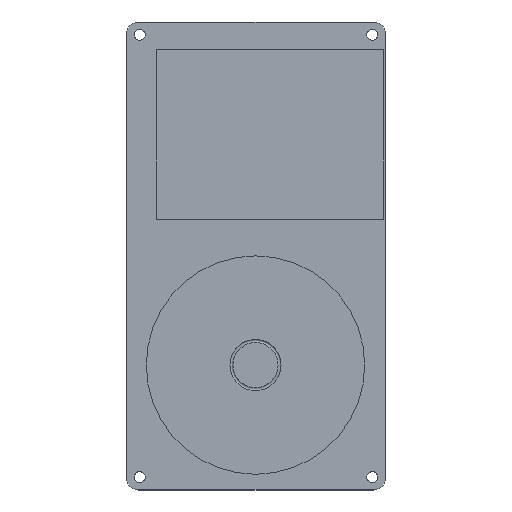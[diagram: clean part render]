
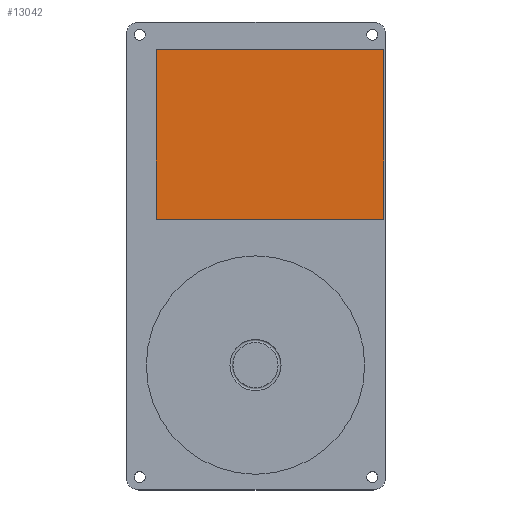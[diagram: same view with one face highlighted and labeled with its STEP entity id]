
A CAD part, top view. The second image highlights one B-rep face of the part: STEP entity #13042.
In plain terms, the highlighted planar face has unit normal (0, 0, 1).
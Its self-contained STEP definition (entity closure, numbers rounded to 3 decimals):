
#2751 = PLANE('',#2752);
#2752 = AXIS2_PLACEMENT_3D('',#2753,#2754,#2755);
#2753 = CARTESIAN_POINT('',(2.8,7.378,
    18.633));
#2754 = DIRECTION('',(-0.,-1.,-0.));
#2755 = DIRECTION('',(0.,0.,-1.));
#2779 = PLANE('',#2780);
#2780 = AXIS2_PLACEMENT_3D('',#2781,#2782,#2783);
#2781 = CARTESIAN_POINT('',(-20.1,24.478,
    18.633));
#2782 = DIRECTION('',(-1.,-0.,-0.));
#2783 = DIRECTION('',(0.,0.,-1.));
#2807 = PLANE('',#2808);
#2808 = AXIS2_PLACEMENT_3D('',#2809,#2810,#2811);
#2809 = CARTESIAN_POINT('',(2.8,41.578,
    18.633));
#2810 = DIRECTION('',(0.,1.,0.));
#2811 = DIRECTION('',(0.,0.,1.));
#2833 = PLANE('',#2834);
#2834 = AXIS2_PLACEMENT_3D('',#2835,#2836,#2837);
#2835 = CARTESIAN_POINT('',(25.7,24.478,
    18.633));
#2836 = DIRECTION('',(1.,0.,0.));
#2837 = DIRECTION('',(0.,0.,1.));
#10846 = VERTEX_POINT('',#10847);
#10847 = CARTESIAN_POINT('',(25.7,7.378,
    20.033));
#10868 = EDGE_CURVE('',#10846,#10869,#10871,.T.);
#10869 = VERTEX_POINT('',#10870);
#10870 = CARTESIAN_POINT('',(-20.1,7.378,
    20.033));
#10871 = SURFACE_CURVE('',#10872,(#10876,#10883),.PCURVE_S1.);
#10872 = LINE('',#10873,#10874);
#10873 = CARTESIAN_POINT('',(25.7,7.378,
    20.033));
#10874 = VECTOR('',#10875,1.);
#10875 = DIRECTION('',(-1.,0.,0.));
#10876 = PCURVE('',#2751,#10877);
#10877 = DEFINITIONAL_REPRESENTATION('',(#10878),#10882);
#10878 = LINE('',#10879,#10880);
#10879 = CARTESIAN_POINT('',(-1.4,22.9));
#10880 = VECTOR('',#10881,1.);
#10881 = DIRECTION('',(0.,-1.));
#10882 = ( GEOMETRIC_REPRESENTATION_CONTEXT(2) 
PARAMETRIC_REPRESENTATION_CONTEXT() REPRESENTATION_CONTEXT('2D SPACE',''
  ) );
#10883 = PCURVE('',#10884,#10889);
#10884 = PLANE('',#10885);
#10885 = AXIS2_PLACEMENT_3D('',#10886,#10887,#10888);
#10886 = CARTESIAN_POINT('',(2.8,24.478,
    20.033));
#10887 = DIRECTION('',(0.,0.,1.));
#10888 = DIRECTION('',(1.,0.,0.));
#10889 = DEFINITIONAL_REPRESENTATION('',(#10890),#10894);
#10890 = LINE('',#10891,#10892);
#10891 = CARTESIAN_POINT('',(22.9,-17.1));
#10892 = VECTOR('',#10893,1.);
#10893 = DIRECTION('',(-1.,0.));
#10894 = ( GEOMETRIC_REPRESENTATION_CONTEXT(2) 
PARAMETRIC_REPRESENTATION_CONTEXT() REPRESENTATION_CONTEXT('2D SPACE',''
  ) );
#10922 = VERTEX_POINT('',#10923);
#10923 = CARTESIAN_POINT('',(25.7,41.578,
    20.033));
#10944 = EDGE_CURVE('',#10922,#10846,#10945,.T.);
#10945 = SURFACE_CURVE('',#10946,(#10950,#10957),.PCURVE_S1.);
#10946 = LINE('',#10947,#10948);
#10947 = CARTESIAN_POINT('',(25.7,41.578,
    20.033));
#10948 = VECTOR('',#10949,1.);
#10949 = DIRECTION('',(0.,-1.,0.));
#10950 = PCURVE('',#2833,#10951);
#10951 = DEFINITIONAL_REPRESENTATION('',(#10952),#10956);
#10952 = LINE('',#10953,#10954);
#10953 = CARTESIAN_POINT('',(1.4,-17.1));
#10954 = VECTOR('',#10955,1.);
#10955 = DIRECTION('',(0.,1.));
#10956 = ( GEOMETRIC_REPRESENTATION_CONTEXT(2) 
PARAMETRIC_REPRESENTATION_CONTEXT() REPRESENTATION_CONTEXT('2D SPACE',''
  ) );
#10957 = PCURVE('',#10884,#10958);
#10958 = DEFINITIONAL_REPRESENTATION('',(#10959),#10963);
#10959 = LINE('',#10960,#10961);
#10960 = CARTESIAN_POINT('',(22.9,17.1));
#10961 = VECTOR('',#10962,1.);
#10962 = DIRECTION('',(0.,-1.));
#10963 = ( GEOMETRIC_REPRESENTATION_CONTEXT(2) 
PARAMETRIC_REPRESENTATION_CONTEXT() REPRESENTATION_CONTEXT('2D SPACE',''
  ) );
#10971 = EDGE_CURVE('',#10869,#10972,#10974,.T.);
#10972 = VERTEX_POINT('',#10973);
#10973 = CARTESIAN_POINT('',(-20.1,41.578,
    20.033));
#10974 = SURFACE_CURVE('',#10975,(#10979,#10986),.PCURVE_S1.);
#10975 = LINE('',#10976,#10977);
#10976 = CARTESIAN_POINT('',(-20.1,7.378,
    20.033));
#10977 = VECTOR('',#10978,1.);
#10978 = DIRECTION('',(0.,1.,0.));
#10979 = PCURVE('',#2779,#10980);
#10980 = DEFINITIONAL_REPRESENTATION('',(#10981),#10985);
#10981 = LINE('',#10982,#10983);
#10982 = CARTESIAN_POINT('',(-1.4,17.1));
#10983 = VECTOR('',#10984,1.);
#10984 = DIRECTION('',(0.,-1.));
#10985 = ( GEOMETRIC_REPRESENTATION_CONTEXT(2) 
PARAMETRIC_REPRESENTATION_CONTEXT() REPRESENTATION_CONTEXT('2D SPACE',''
  ) );
#10986 = PCURVE('',#10884,#10987);
#10987 = DEFINITIONAL_REPRESENTATION('',(#10988),#10992);
#10988 = LINE('',#10989,#10990);
#10989 = CARTESIAN_POINT('',(-22.9,-17.1));
#10990 = VECTOR('',#10991,1.);
#10991 = DIRECTION('',(0.,1.));
#10992 = ( GEOMETRIC_REPRESENTATION_CONTEXT(2) 
PARAMETRIC_REPRESENTATION_CONTEXT() REPRESENTATION_CONTEXT('2D SPACE',''
  ) );
#11021 = EDGE_CURVE('',#10972,#10922,#11022,.T.);
#11022 = SURFACE_CURVE('',#11023,(#11027,#11034),.PCURVE_S1.);
#11023 = LINE('',#11024,#11025);
#11024 = CARTESIAN_POINT('',(-20.1,41.578,
    20.033));
#11025 = VECTOR('',#11026,1.);
#11026 = DIRECTION('',(1.,0.,0.));
#11027 = PCURVE('',#2807,#11028);
#11028 = DEFINITIONAL_REPRESENTATION('',(#11029),#11033);
#11029 = LINE('',#11030,#11031);
#11030 = CARTESIAN_POINT('',(1.4,-22.9));
#11031 = VECTOR('',#11032,1.);
#11032 = DIRECTION('',(0.,1.));
#11033 = ( GEOMETRIC_REPRESENTATION_CONTEXT(2) 
PARAMETRIC_REPRESENTATION_CONTEXT() REPRESENTATION_CONTEXT('2D SPACE',''
  ) );
#11034 = PCURVE('',#10884,#11035);
#11035 = DEFINITIONAL_REPRESENTATION('',(#11036),#11040);
#11036 = LINE('',#11037,#11038);
#11037 = CARTESIAN_POINT('',(-22.9,17.1));
#11038 = VECTOR('',#11039,1.);
#11039 = DIRECTION('',(1.,0.));
#11040 = ( GEOMETRIC_REPRESENTATION_CONTEXT(2) 
PARAMETRIC_REPRESENTATION_CONTEXT() REPRESENTATION_CONTEXT('2D SPACE',''
  ) );
#13042 = ADVANCED_FACE('',(#13043),#10884,.T.);
#13043 = FACE_BOUND('',#13044,.T.);
#13044 = EDGE_LOOP('',(#13045,#13046,#13047,#13048));
#13045 = ORIENTED_EDGE('',*,*,#11021,.F.);
#13046 = ORIENTED_EDGE('',*,*,#10971,.F.);
#13047 = ORIENTED_EDGE('',*,*,#10868,.F.);
#13048 = ORIENTED_EDGE('',*,*,#10944,.F.);
